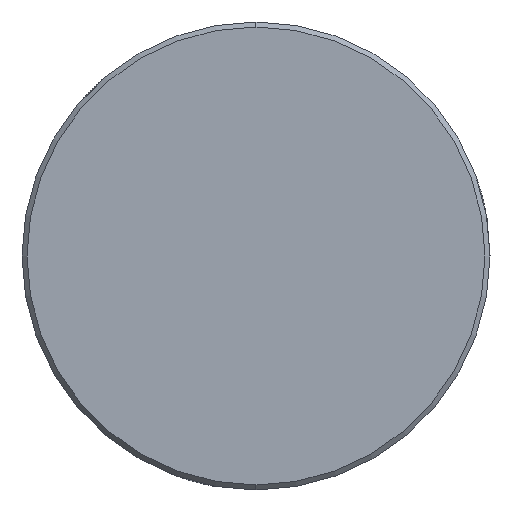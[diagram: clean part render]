
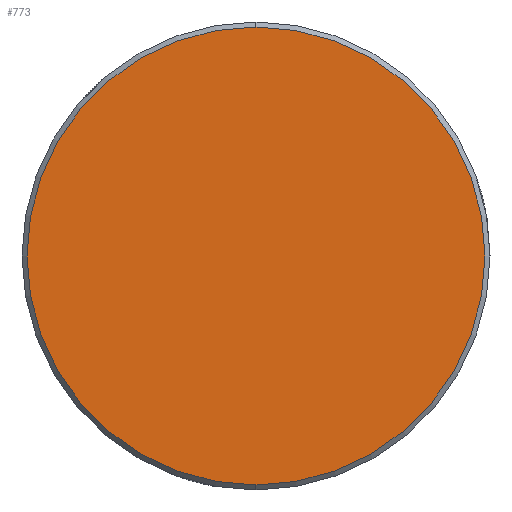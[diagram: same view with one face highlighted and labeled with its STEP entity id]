
A CAD part, left-side view. The second image highlights one B-rep face of the part: STEP entity #773.
In plain terms, the highlighted planar face has unit normal (-1, 0, 0).
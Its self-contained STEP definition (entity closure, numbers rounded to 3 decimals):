
#19 = EDGE_LOOP ( 'NONE', ( #706, #791 ) ) ;
#24 = CARTESIAN_POINT ( 'NONE',  ( -134.8, 0., 0. ) ) ;
#54 = CARTESIAN_POINT ( 'NONE',  ( -134.8, 0., 0. ) ) ;
#84 = CIRCLE ( 'NONE', #1048, 13.7 ) ;
#135 = EDGE_CURVE ( 'NONE', #683, #807, #893, .T. ) ;
#258 = PLANE ( 'NONE',  #1093 ) ;
#277 = DIRECTION ( 'NONE',  ( 0., 0., 1. ) ) ;
#448 = FACE_OUTER_BOUND ( 'NONE', #19, .T. ) ;
#454 = AXIS2_PLACEMENT_3D ( 'NONE', #24, #1084, #909 ) ;
#497 = DIRECTION ( 'NONE',  ( 0., 0., -1. ) ) ;
#683 = VERTEX_POINT ( 'NONE', #1116 ) ;
#706 = ORIENTED_EDGE ( 'NONE', *, *, #1015, .T. ) ;
#725 = DIRECTION ( 'NONE',  ( -1., 0., 0. ) ) ;
#773 = ADVANCED_FACE ( 'NONE', ( #448 ), #258, .T. ) ;
#791 = ORIENTED_EDGE ( 'NONE', *, *, #135, .T. ) ;
#807 = VERTEX_POINT ( 'NONE', #890 ) ;
#890 = CARTESIAN_POINT ( 'NONE',  ( -134.8, 0., -13.7 ) ) ;
#893 = CIRCLE ( 'NONE', #454, 13.7 ) ;
#909 = DIRECTION ( 'NONE',  ( 0., 0., -1. ) ) ;
#945 = DIRECTION ( 'NONE',  ( -1., 0., 0. ) ) ;
#1015 = EDGE_CURVE ( 'NONE', #807, #683, #84, .T. ) ;
#1048 = AXIS2_PLACEMENT_3D ( 'NONE', #54, #945, #497 ) ;
#1084 = DIRECTION ( 'NONE',  ( -1., 0., 0. ) ) ;
#1093 = AXIS2_PLACEMENT_3D ( 'NONE', #1142, #725, #277 ) ;
#1116 = CARTESIAN_POINT ( 'NONE',  ( -134.8, 0., 13.7 ) ) ;
#1142 = CARTESIAN_POINT ( 'NONE',  ( -134.8, -13.864, -13.864 ) ) ;
